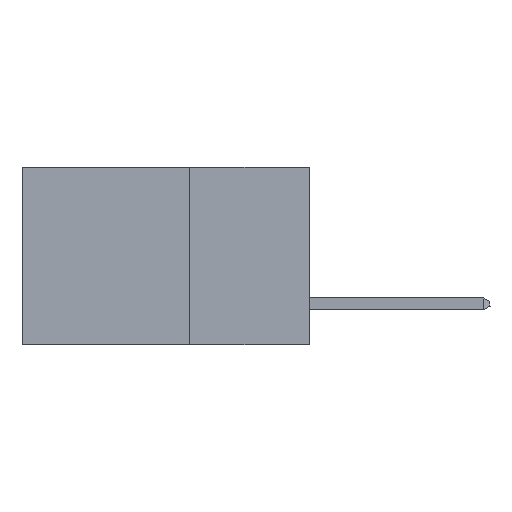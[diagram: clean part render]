
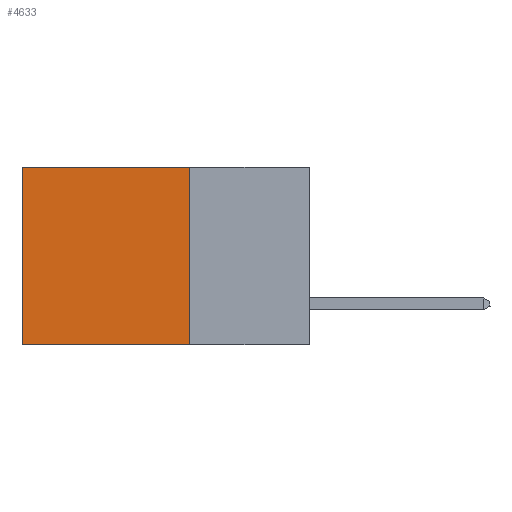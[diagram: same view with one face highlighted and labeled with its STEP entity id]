
A CAD part, left-side view. The second image highlights one B-rep face of the part: STEP entity #4633.
In plain terms, the highlighted planar face has unit normal (-1, 0, 0).
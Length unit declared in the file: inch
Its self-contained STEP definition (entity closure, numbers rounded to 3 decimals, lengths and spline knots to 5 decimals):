
#862 = VECTOR ( 'NONE', #3635, 39.37008 ) ;
#1490 = LINE ( 'NONE', #13154, #862 ) ;
#1732 = VECTOR ( 'NONE', #15588, 39.37008 ) ;
#1892 = ORIENTED_EDGE ( 'NONE', *, *, #13184, .F. ) ;
#2888 = DIRECTION ( 'NONE',  ( 0., 1., 0. ) ) ;
#3051 = EDGE_CURVE ( 'NONE', #3970, #6287, #16688, .T. ) ;
#3469 = DIRECTION ( 'NONE',  ( 0., 0., -1. ) ) ;
#3470 = VERTEX_POINT ( 'NONE', #12233 ) ;
#3635 = DIRECTION ( 'NONE',  ( 0., 0., -1. ) ) ;
#3970 = VERTEX_POINT ( 'NONE', #7029 ) ;
#4633 = ADVANCED_FACE ( 'NONE', ( #14202 ), #8911, .F. ) ;
#5337 = DIRECTION ( 'NONE',  ( 0., 0., -1. ) ) ;
#5351 = LINE ( 'NONE', #16972, #1732 ) ;
#6287 = VERTEX_POINT ( 'NONE', #11849 ) ;
#6488 = EDGE_CURVE ( 'NONE', #3970, #9244, #9794, .T. ) ;
#7029 = CARTESIAN_POINT ( 'NONE',  ( 0.2875, 0.25, 0. ) ) ;
#7680 = VECTOR ( 'NONE', #5337, 39.37008 ) ;
#8330 = VECTOR ( 'NONE', #2888, 39.37008 ) ;
#8911 = PLANE ( 'NONE',  #9806 ) ;
#9244 = VERTEX_POINT ( 'NONE', #15324 ) ;
#9794 = LINE ( 'NONE', #12177, #8330 ) ;
#9806 = AXIS2_PLACEMENT_3D ( 'NONE', #10202, #12841, #3469 ) ;
#10202 = CARTESIAN_POINT ( 'NONE',  ( 0.2875, 0.25, 0. ) ) ;
#10551 = ORIENTED_EDGE ( 'NONE', *, *, #3051, .F. ) ;
#10935 = ORIENTED_EDGE ( 'NONE', *, *, #14371, .T. ) ;
#10971 = ORIENTED_EDGE ( 'NONE', *, *, #6488, .T. ) ;
#11849 = CARTESIAN_POINT ( 'NONE',  ( 0.2875, 0.25, -0.37 ) ) ;
#12177 = CARTESIAN_POINT ( 'NONE',  ( 0.2875, 0.25, 0. ) ) ;
#12233 = CARTESIAN_POINT ( 'NONE',  ( 0.2875, 0.6, -0.37 ) ) ;
#12753 = EDGE_LOOP ( 'NONE', ( #10935, #1892, #10551, #10971 ) ) ;
#12841 = DIRECTION ( 'NONE',  ( 1., 0., 0. ) ) ;
#13154 = CARTESIAN_POINT ( 'NONE',  ( 0.2875, 0.6, 0. ) ) ;
#13184 = EDGE_CURVE ( 'NONE', #6287, #3470, #5351, .T. ) ;
#14202 = FACE_OUTER_BOUND ( 'NONE', #12753, .T. ) ;
#14371 = EDGE_CURVE ( 'NONE', #9244, #3470, #1490, .T. ) ;
#15324 = CARTESIAN_POINT ( 'NONE',  ( 0.2875, 0.6, 0. ) ) ;
#15588 = DIRECTION ( 'NONE',  ( 0., 1., 0. ) ) ;
#16688 = LINE ( 'NONE', #17161, #7680 ) ;
#16972 = CARTESIAN_POINT ( 'NONE',  ( 0.2875, 0.25, -0.37 ) ) ;
#17161 = CARTESIAN_POINT ( 'NONE',  ( 0.2875, 0.25, 0. ) ) ;
